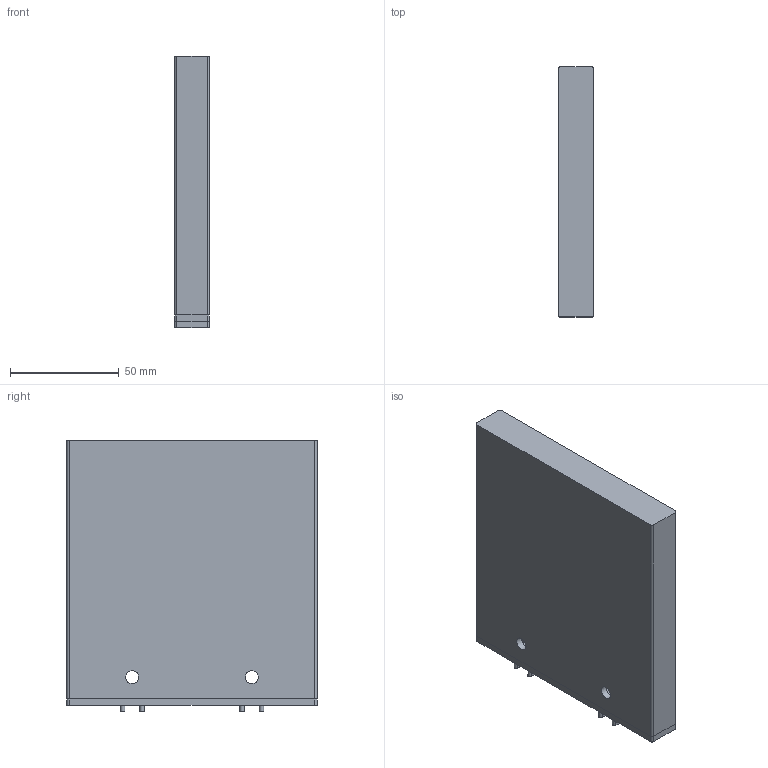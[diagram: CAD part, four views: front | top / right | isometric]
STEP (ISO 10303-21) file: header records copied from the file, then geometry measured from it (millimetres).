
FILE_DESCRIPTION(/* description */ ('STEP AP242','CAx-IF Rec.Pracs.---Representation and Presentation of Product Manufacturing Information (PMI)---4.0---2014-10-13','CAx-IF Rec.Pracs.---3D Tessellated Geometry---0.4---2014-09-14','2;1'),/* implementation_level */ '2;1');
FILE_NAME(/* name */ '6680d67a0733cf2544d79cde',/* time_stamp */ '2024-06-30T03:52:26Z',/* author */ (''),/* organization */ (''),/* preprocessor_version */ 'ST-DEVELOPER v20',/* originating_system */ ' ',/* authorisation */ ' ');
FILE_SCHEMA (('AP242_MANAGED_MODEL_BASED_3D_ENGINEERING_MIM_LF { 1 0 10303 442 1 1 4 }'));
Length unit declared in the file: metre
Products named in the file (3): test; Part 1
Assembly tree (2 placements, depth 2):
  test
    Part 1
    Part 1
Bounding box: 16 x 115 x 125 mm (x, y, z)
Volume: 97822.3 mm3; surface area: 67117.1 mm2
Topology: 2 solids, 2 shells, 61 faces, 162 edges, 106 vertices
Faces by surface type: plane 37, cylinder 24
Full cylindrical faces by diameter (mm): 6 x4
Entity records: 1953 total; most frequent: DIRECTION 340, CARTESIAN_POINT 324, ORIENTED_EDGE 312, EDGE_CURVE 156, AXIS2_PLACEMENT_3D 120, VERTEX_POINT 104, LINE 100, VECTOR 100
